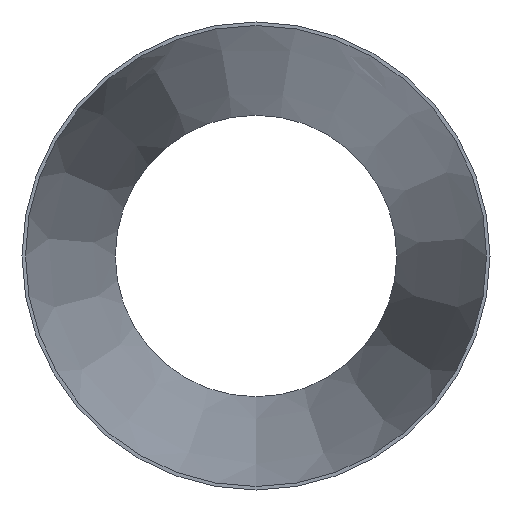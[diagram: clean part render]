
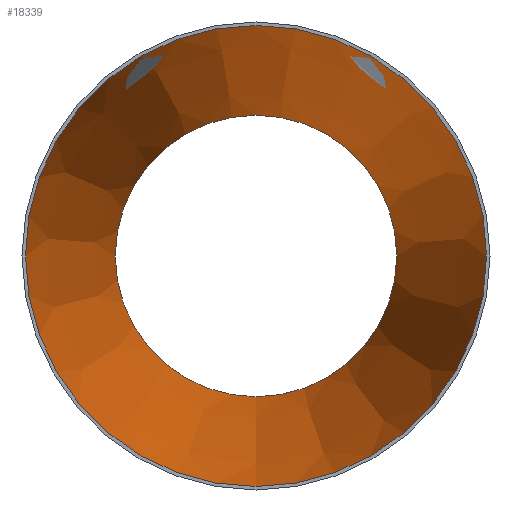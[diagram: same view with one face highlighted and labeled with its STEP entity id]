
A CAD part, front view. The second image highlights one B-rep face of the part: STEP entity #18339.
In plain terms, the highlighted conical face has half-angle 9.465 degrees and reference radius 134.472 mm.
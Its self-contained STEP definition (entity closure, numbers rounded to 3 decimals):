
#272 = DIRECTION ( 'NONE',  ( 0., -1., 0. ) ) ;
#553 = DIRECTION ( 'NONE',  ( 0., 0., -1. ) ) ;
#1578 = ORIENTED_EDGE ( 'NONE', *, *, #10358, .T. ) ;
#1636 = CONICAL_SURFACE ( 'NONE', #27964, 134.472, 0.165 ) ;
#2566 = DIRECTION ( 'NONE',  ( 0., -1., 0. ) ) ;
#3709 = ORIENTED_EDGE ( 'NONE', *, *, #12677, .F. ) ;
#4850 = AXIS2_PLACEMENT_3D ( 'NONE', #18496, #272, #6914 ) ;
#4865 = CARTESIAN_POINT ( 'NONE',  ( 0., 0., 0. ) ) ;
#6766 = VERTEX_POINT ( 'NONE', #7333 ) ;
#6914 = DIRECTION ( 'NONE',  ( 0., 0., -1. ) ) ;
#7051 = VERTEX_POINT ( 'NONE', #24869 ) ;
#7333 = CARTESIAN_POINT ( 'NONE',  ( 0., 314., -82.122 ) ) ;
#7420 = EDGE_LOOP ( 'NONE', ( #1578 ) ) ;
#7615 = CIRCLE ( 'NONE', #4850, 82.122 ) ;
#7780 = FACE_OUTER_BOUND ( 'NONE', #7420, .T. ) ;
#8653 = CIRCLE ( 'NONE', #20221, 134.472 ) ;
#10358 = EDGE_CURVE ( 'NONE', #7051, #7051, #8653, .T. ) ;
#12677 = EDGE_CURVE ( 'NONE', #6766, #6766, #7615, .T. ) ;
#14300 = CARTESIAN_POINT ( 'NONE',  ( 0., 0., 0. ) ) ;
#18339 = ADVANCED_FACE ( 'NONE', ( #18812, #7780 ), #1636, .F. ) ;
#18381 = DIRECTION ( 'NONE',  ( 0., -1., 0. ) ) ;
#18496 = CARTESIAN_POINT ( 'NONE',  ( 0., 314., 0. ) ) ;
#18676 = EDGE_LOOP ( 'NONE', ( #3709 ) ) ;
#18812 = FACE_BOUND ( 'NONE', #18676, .T. ) ;
#20221 = AXIS2_PLACEMENT_3D ( 'NONE', #4865, #2566, #553 ) ;
#20971 = DIRECTION ( 'NONE',  ( 0., 0., -1. ) ) ;
#24869 = CARTESIAN_POINT ( 'NONE',  ( 0., 0., -134.472 ) ) ;
#27964 = AXIS2_PLACEMENT_3D ( 'NONE', #14300, #18381, #20971 ) ;
